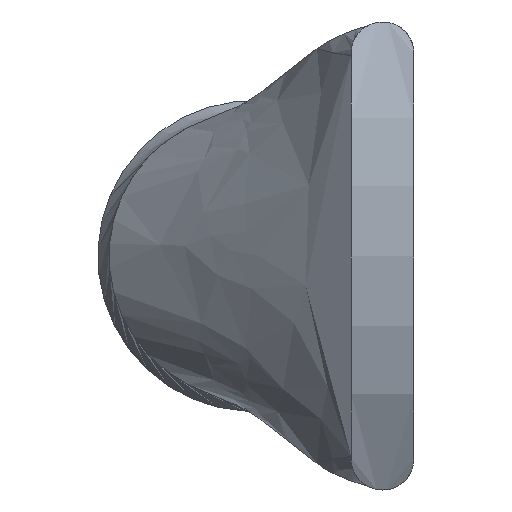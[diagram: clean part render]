
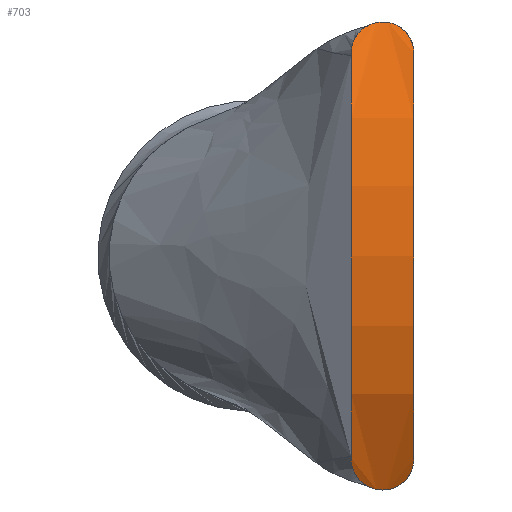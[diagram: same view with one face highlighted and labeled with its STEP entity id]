
A CAD part, left-side view. The second image highlights one B-rep face of the part: STEP entity #703.
In plain terms, the highlighted cylindrical face has radius 20.279 mm (diameter 40.559 mm), a partial arc.
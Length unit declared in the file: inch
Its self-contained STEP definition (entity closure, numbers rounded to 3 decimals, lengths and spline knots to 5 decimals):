
#105 = CARTESIAN_POINT ( 'NONE',  ( -0.38673, 0.055, 0.355 ) ) ;
#129 = CARTESIAN_POINT ( 'NONE',  ( -0.3638, -0.03515, 0.39791 ) ) ;
#151 = CARTESIAN_POINT ( 'NONE',  ( -0.35692, 0.00754, 0.40961 ) ) ;
#227 = CARTESIAN_POINT ( 'NONE',  ( -0.35669, 0., -0.41 ) ) ;
#264 = AXIS2_PLACEMENT_3D ( 'NONE', #4557, #3076, #3785 ) ;
#275 = CARTESIAN_POINT ( 'NONE',  ( -0.3798, -0.05371, -0.36872 ) ) ;
#375 = VERTEX_POINT ( 'NONE', #3276 ) ;
#476 = CARTESIAN_POINT ( 'NONE',  ( -0.38673, 0.055, 0.355 ) ) ;
#498 = CARTESIAN_POINT ( 'NONE',  ( -0.37296, -0.04866, 0.38156 ) ) ;
#519 = CARTESIAN_POINT ( 'NONE',  ( -0.35791, -0.01539, 0.40794 ) ) ;
#540 = CARTESIAN_POINT ( 'NONE',  ( -0.35861, -0.01893, 0.40678 ) ) ;
#571 = CARTESIAN_POINT ( 'NONE',  ( -0.38673, 0.055, -0.355 ) ) ;
#574 = CARTESIAN_POINT ( 'NONE',  ( -0.35669, 0., -0.41 ) ) ;
#595 = CARTESIAN_POINT ( 'NONE',  ( -0.37295, -0.04864, -0.38158 ) ) ;
#655 = ORIENTED_EDGE ( 'NONE', *, *, #4101, .T. ) ;
#678 = ORIENTED_EDGE ( 'NONE', *, *, #2542, .T. ) ;
#703 = ADVANCED_FACE ( 'NONE', ( #841 ), #4158, .T. ) ;
#806 = CARTESIAN_POINT ( 'NONE',  ( -0.36971, -0.04498, 0.38745 ) ) ;
#827 = DIRECTION ( 'NONE',  ( 0., 0., -1. ) ) ;
#841 = FACE_OUTER_BOUND ( 'NONE', #1034, .T. ) ;
#937 = AXIS2_PLACEMENT_3D ( 'NONE', #4372, #2887, #827 ) ;
#988 = CARTESIAN_POINT ( 'NONE',  ( -0.35669, 0.00385, -0.41 ) ) ;
#1027 = ORIENTED_EDGE ( 'NONE', *, *, #1634, .T. ) ;
#1034 = EDGE_LOOP ( 'NONE', ( #655, #1097, #678, #3918, #1027 ) ) ;
#1097 = ORIENTED_EDGE ( 'NONE', *, *, #3290, .T. ) ;
#1182 = CARTESIAN_POINT ( 'NONE',  ( -0.35856, 0.01872, 0.40685 ) ) ;
#1206 = CARTESIAN_POINT ( 'NONE',  ( -0.37464, 0.04989, 0.3784 ) ) ;
#1328 = B_SPLINE_CURVE_WITH_KNOTS ( 'NONE', 3,
 ( #574, #4496, #3128, #2404, #4564, #4145, #4542, #4187, #595, #275, #4587, #1353 ),
 .UNSPECIFIED., .F., .F.,
 ( 4, 2, 2, 2, 2, 4 ),
 ( 0.50087, 0.56326, 0.62566, 0.75044, 0.87522, 1. ),
 .UNSPECIFIED. ) ;
#1353 = CARTESIAN_POINT ( 'NONE',  ( -0.38673, -0.055, -0.355 ) ) ;
#1565 = CARTESIAN_POINT ( 'NONE',  ( -0.35676, -0.00406, 0.40988 ) ) ;
#1588 = CARTESIAN_POINT ( 'NONE',  ( -0.37978, 0.0537, 0.36874 ) ) ;
#1629 = CARTESIAN_POINT ( 'NONE',  ( -0.38673, -0.055, 0.355 ) ) ;
#1634 = EDGE_CURVE ( 'NONE', #375, #1742, #3323, .T. ) ;
#1674 = CARTESIAN_POINT ( 'NONE',  ( -0.35669, 0., -0.41 ) ) ;
#1742 = VERTEX_POINT ( 'NONE', #476 ) ;
#1902 = CARTESIAN_POINT ( 'NONE',  ( -0.38673, 0.055, -0.355 ) ) ;
#1936 = CARTESIAN_POINT ( 'NONE',  ( -0.36132, -0.02926, 0.40217 ) ) ;
#1980 = CARTESIAN_POINT ( 'NONE',  ( -0.35669, -0.00208, 0.40999 ) ) ;
#2010 = CARTESIAN_POINT ( 'NONE',  ( -0.36968, 0.04495, -0.3875 ) ) ;
#2036 = AXIS2_PLACEMENT_3D ( 'NONE', #3708, #2584, #3755 ) ;
#2056 = CARTESIAN_POINT ( 'NONE',  ( -0.37981, 0.05372, -0.36869 ) ) ;
#2125 = VERTEX_POINT ( 'NONE', #1902 ) ;
#2239 = CARTESIAN_POINT ( 'NONE',  ( -0.36377, 0.03506, 0.39797 ) ) ;
#2404 = CARTESIAN_POINT ( 'NONE',  ( -0.35787, -0.01515, -0.40801 ) ) ;
#2542 = EDGE_CURVE ( 'NONE', #3632, #4228, #1328, .T. ) ;
#2551 = B_SPLINE_CURVE_WITH_KNOTS ( 'NONE', 3,
 ( #571, #2778, #2056, #2731, #2010, #3432, #2800, #4233, #4207, #4516, #988, #227 ),
 .UNSPECIFIED., .F., .F.,
 ( 4, 2, 2, 2, 2, 4 ),
 ( 0., 0.12522, 0.25044, 0.37566, 0.43826, 0.50087 ),
 .UNSPECIFIED. ) ;
#2584 = DIRECTION ( 'NONE',  ( 0., -1., 0. ) ) ;
#2633 = CARTESIAN_POINT ( 'NONE',  ( -0.3833, 0.055, 0.36192 ) ) ;
#2678 = CARTESIAN_POINT ( 'NONE',  ( -0.36815, 0.04239, 0.39022 ) ) ;
#2731 = CARTESIAN_POINT ( 'NONE',  ( -0.37294, 0.04863, -0.38161 ) ) ;
#2778 = CARTESIAN_POINT ( 'NONE',  ( -0.3833, 0.055, -0.36191 ) ) ;
#2800 = CARTESIAN_POINT ( 'NONE',  ( -0.36128, 0.02917, -0.40223 ) ) ;
#2887 = DIRECTION ( 'NONE',  ( 0., -1., 0. ) ) ;
#2986 = CARTESIAN_POINT ( 'NONE',  ( -0.38673, -0.055, -0.355 ) ) ;
#2989 = CARTESIAN_POINT ( 'NONE',  ( -0.36121, 0.02893, 0.40237 ) ) ;
#3052 = CARTESIAN_POINT ( 'NONE',  ( -0.37296, 0.04831, 0.38151 ) ) ;
#3076 = DIRECTION ( 'NONE',  ( 0., -1., 0. ) ) ;
#3128 = CARTESIAN_POINT ( 'NONE',  ( -0.35693, -0.00769, -0.40959 ) ) ;
#3179 = CIRCLE ( 'NONE', #937, 0.7984 ) ;
#3276 = CARTESIAN_POINT ( 'NONE',  ( -0.38673, -0.055, 0.355 ) ) ;
#3290 = EDGE_CURVE ( 'NONE', #2125, #3632, #2551, .T. ) ;
#3323 = B_SPLINE_CURVE_WITH_KNOTS ( 'NONE', 3,
 ( #1629, #3337, #3712, #498, #806, #129, #1936, #540, #519, #4045, #4399, #1565, #1980, #3358, #151, #3399, #1182, #2989, #2239, #2678, #4069, #3052, #1206, #1588, #2633, #105 ),
 .UNSPECIFIED., .F., .F.,
 ( 4, 2, 2, 2, 2, 2, 2, 2, 2, 2, 2, 2, 4 ),
 ( 0., 0.125, 0.25, 0.375, 0.4375, 0.46875, 0.5, 0.5625, 0.625, 0.75, 0.8125, 0.875, 1. ),
 .UNSPECIFIED. ) ;
#3337 = CARTESIAN_POINT ( 'NONE',  ( -0.38331, -0.055, 0.3619 ) ) ;
#3358 = CARTESIAN_POINT ( 'NONE',  ( -0.35668, 0.00368, 0.41001 ) ) ;
#3399 = CARTESIAN_POINT ( 'NONE',  ( -0.35785, 0.01502, 0.40805 ) ) ;
#3432 = CARTESIAN_POINT ( 'NONE',  ( -0.36377, 0.03508, -0.39797 ) ) ;
#3632 = VERTEX_POINT ( 'NONE', #1674 ) ;
#3708 = CARTESIAN_POINT ( 'NONE',  ( 0.3284, -0.055, 0. ) ) ;
#3712 = CARTESIAN_POINT ( 'NONE',  ( -0.37982, -0.05372, 0.36867 ) ) ;
#3755 = DIRECTION ( 'NONE',  ( 0., 0., -1. ) ) ;
#3785 = DIRECTION ( 'NONE',  ( 0., 0., -1. ) ) ;
#3918 = ORIENTED_EDGE ( 'NONE', *, *, #4580, .F. ) ;
#4045 = CARTESIAN_POINT ( 'NONE',  ( -0.35719, -0.00977, 0.40916 ) ) ;
#4062 = CIRCLE ( 'NONE', #2036, 0.7984 ) ;
#4069 = CARTESIAN_POINT ( 'NONE',  ( -0.36974, 0.0446, 0.38737 ) ) ;
#4101 = EDGE_CURVE ( 'NONE', #1742, #2125, #3179, .T. ) ;
#4145 = CARTESIAN_POINT ( 'NONE',  ( -0.36124, -0.02902, -0.40231 ) ) ;
#4158 = CYLINDRICAL_SURFACE ( 'NONE', #264, 0.7984 ) ;
#4187 = CARTESIAN_POINT ( 'NONE',  ( -0.36964, -0.04488, -0.38758 ) ) ;
#4207 = CARTESIAN_POINT ( 'NONE',  ( -0.35789, 0.01526, -0.40798 ) ) ;
#4228 = VERTEX_POINT ( 'NONE', #2986 ) ;
#4233 = CARTESIAN_POINT ( 'NONE',  ( -0.35858, 0.01882, -0.40682 ) ) ;
#4372 = CARTESIAN_POINT ( 'NONE',  ( 0.3284, 0.055, 0. ) ) ;
#4399 = CARTESIAN_POINT ( 'NONE',  ( -0.35701, -0.00791, 0.40946 ) ) ;
#4496 = CARTESIAN_POINT ( 'NONE',  ( -0.35669, -0.00384, -0.41 ) ) ;
#4516 = CARTESIAN_POINT ( 'NONE',  ( -0.35693, 0.00776, -0.40959 ) ) ;
#4542 = CARTESIAN_POINT ( 'NONE',  ( -0.3638, -0.03512, -0.39792 ) ) ;
#4557 = CARTESIAN_POINT ( 'NONE',  ( 0.3284, 0.055, 0. ) ) ;
#4564 = CARTESIAN_POINT ( 'NONE',  ( -0.35859, -0.01884, -0.40681 ) ) ;
#4580 = EDGE_CURVE ( 'NONE', #375, #4228, #4062, .T. ) ;
#4587 = CARTESIAN_POINT ( 'NONE',  ( -0.38331, -0.055, -0.3619 ) ) ;
